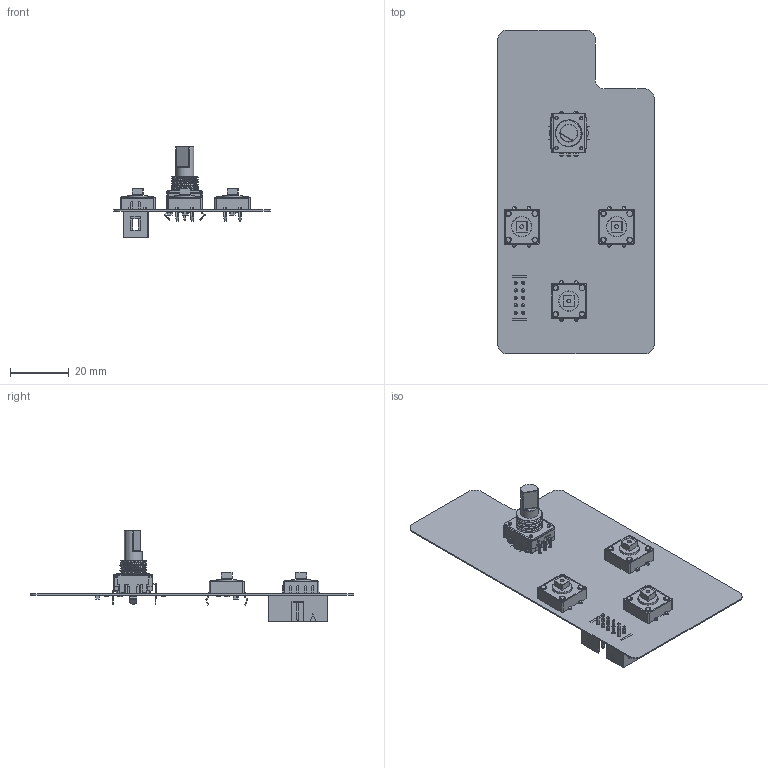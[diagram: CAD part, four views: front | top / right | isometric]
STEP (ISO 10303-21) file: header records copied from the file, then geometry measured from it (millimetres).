
FILE_DESCRIPTION(('Open CASCADE Model'),'2;1');
FILE_NAME('Open CASCADE Shape Model','2024-05-09T18:22:08',('Author'),( 'Open CASCADE'),'Open CASCADE STEP processor 7.5','Open CASCADE 7.5' ,'Unknown');
FILE_SCHEMA(('AUTOMOTIVE_DESIGN { 1 0 10303 214 1 1 1 1 }'));
Length unit declared in the file: millimetre
Products named in the file (52): PCB; Board; Open CASCADE STEP translator 7.5 1.1.1; SW3; Switch_TE_Connectivity_FSM103_eec; body; actuator; shell; terminal; logo; SW2; SW1; R10; 5662239952; Extruded; 5662240112; R9; R8; R7; R6; R5; R4; R3; R2; R1; P1; 30310-6002; ENC1; Enc_Bourns_PEC11R-4215F-S0024_eec; 1; 3; 4; 5; 6; 7; 8; 9; 10; 888; pec12r-3x17f-sxxxx ...
Assembly tree (87 placements, depth 5):
  PCB
    Board
      Open CASCADE STEP translator 7.5 1.1.1
    SW3
      Switch_TE_Connectivity_FSM103_eec
        body
        actuator
        shell
        terminal
        logo
    SW2
      Switch_TE_Connectivity_FSM103_eec
        body
        actuator
        shell
        terminal
        logo
    SW1
      Switch_TE_Connectivity_FSM103_eec
        body
        actuator
        shell
        terminal
        logo
    R10
      5662239952  x2
        Extruded
      5662240112
        Extruded
    R9
      5662239952  x2
        Extruded
      5662240112
        Extruded
    R8
      5662239952  x2
        Extruded
      5662240112
        Extruded
    R7
      5662239952  x2
        Extruded
      5662240112
        Extruded
    R6
      5662239952  x2
        Extruded
      5662240112
        Extruded
    R5
      5662239952  x2
        Extruded
      5662240112
        Extruded
    R4
      5662239952  x2
        Extruded
      5662240112
        Extruded
    R3
Bounding box: 53 x 110 x 30.8 mm (x, y, z)
Volume: 6389.3 mm3; surface area: 18146.2 mm2
Topology: 203 solids, 214 shells, 3009 faces, 7330 edges, 4805 vertices
Faces by surface type: plane 2057, cylinder 483, bspline 400, sphere 44, cone 16, torus 9
Full cylindrical faces by diameter (mm): 0.5 x3, 0.55 x4, 0.7 x4, 0.8 x11, 0.863 x1, 0.946 x1, 1 x9, 1.09 x10, 1.1 x8, 1.29 x3, 1.3 x12, 2 x24, 3 x3, 6 x5, 6.7 x3, 6.9 x3, 9 x1
Entity records: 53882 total; most frequent: CARTESIAN_POINT 12491, ORIENTED_EDGE 8412, DIRECTION 7700, EDGE_CURVE 4206, LINE 3084, VECTOR 3084, VERTEX_POINT 2751, AXIS2_PLACEMENT_3D 2308
